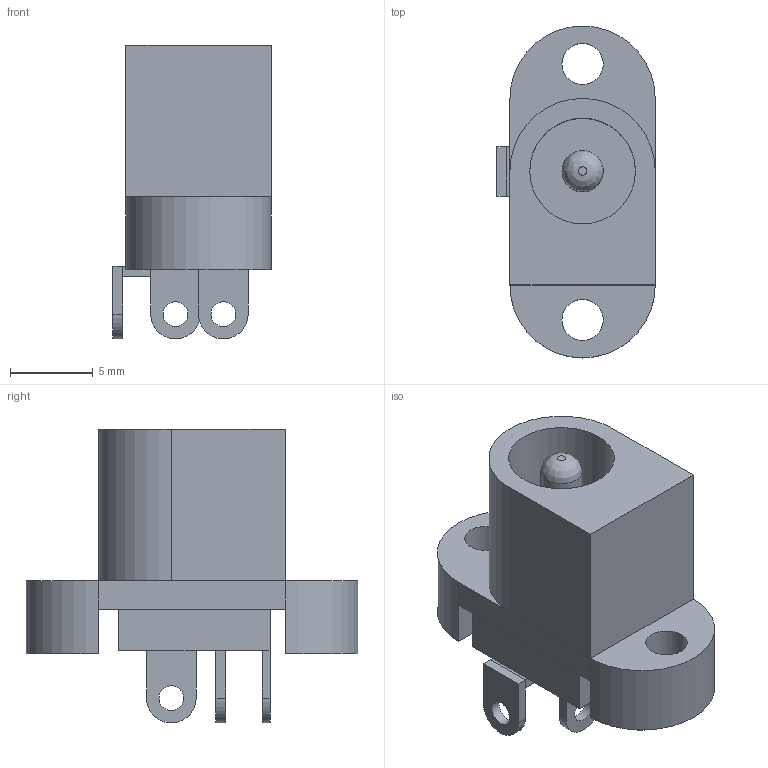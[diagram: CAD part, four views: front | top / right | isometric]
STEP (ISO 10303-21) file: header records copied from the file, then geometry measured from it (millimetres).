
FILE_DESCRIPTION(/* description */ (''),/* implementation_level */ '2;1');
FILE_NAME(/* name */ 'PJ-038BH v18.step',/* time_stamp */ '2024-10-03T15:12:57+06:00',/* author */ (''),/* organization */ (''),/* preprocessor_version */ 'ST-DEVELOPER v20',/* originating_system */ 'Autodesk Translation Framework v13.20.0.188',/* authorisation */ '');
FILE_SCHEMA (('AUTOMOTIVE_DESIGN { 1 0 10303 214 3 1 1 }'));
Length unit declared in the file: millimetre
Products named in the file (1): PJ-038BH
Bounding box: 9.6 x 20.1 x 17.8 mm (x, y, z)
Volume: 1197.9 mm3; surface area: 1699.9 mm2
Topology: 8 solids, 8 shells, 61 faces, 127 edges, 83 vertices
Faces by surface type: plane 43, cylinder 17, bspline 1
Full cylindrical faces by diameter (mm): 1.5 x3, 2.5 x5, 6.4 x1
Entity records: 1714 total; most frequent: CARTESIAN_POINT 298, DIRECTION 285, ORIENTED_EDGE 254, EDGE_CURVE 127, AXIS2_PLACEMENT_3D 97, LINE 91, VECTOR 91, VERTEX_POINT 83
